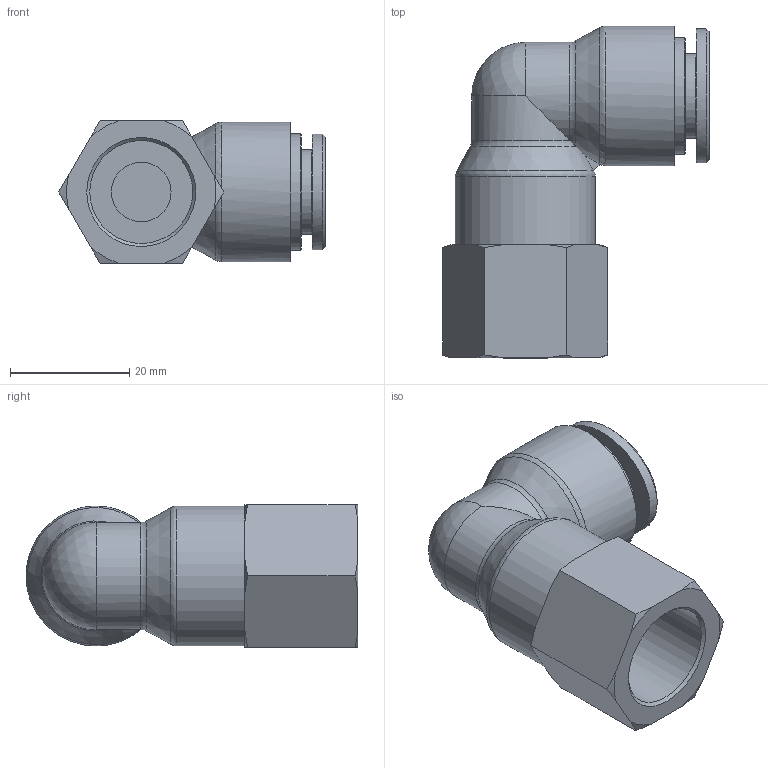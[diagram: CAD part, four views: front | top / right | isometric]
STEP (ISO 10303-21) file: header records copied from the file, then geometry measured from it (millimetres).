
FILE_DESCRIPTION((''),'2;1');
FILE_NAME('HR-PLF 12G04.stp','2020-03-19T10:25:41',('user'),(''),'Autodesk Inventor 2013','Autodesk Inventor 2013','');
FILE_SCHEMA(('AUTOMOTIVE_DESIGN { 1 0 10303 214 1 1 1 1 }'));
Length unit declared in the file: millimetre
Products named in the file (6): 조립품5; HR-PUL 12 BODY; HR-COLLAR 12; HR-Collar 12L(SUS); HR-SLEEVE 12; HR-PLF BODY 12G04
Assembly tree (5 placements, depth 3):
  조립품5
    HR-PUL 12 BODY
    HR-COLLAR 12
      HR-Collar 12L(SUS)
      HR-SLEEVE 12
    HR-PLF BODY 12G04
Bounding box: 44.76 x 55.75 x 24 mm (x, y, z)
Volume: 20193.6 mm3; surface area: 10178 mm2
Topology: 4 solids, 4 shells, 159 faces, 403 edges, 266 vertices
Faces by surface type: plane 84, bspline 40, cone 19, cylinder 11, torus 4, sphere 1
Full cylindrical faces by diameter (mm): 10 x1, 12.18 x1, 12.2 x2, 14.2 x1, 17.3 x1, 19.6 x1, 23.5 x2
Entity records: 5136 total; most frequent: CARTESIAN_POINT 1536, ORIENTED_EDGE 766, DIRECTION 576, EDGE_CURVE 383, VERTEX_POINT 263, VECTOR 218, LINE 218, EDGE_LOOP 196
